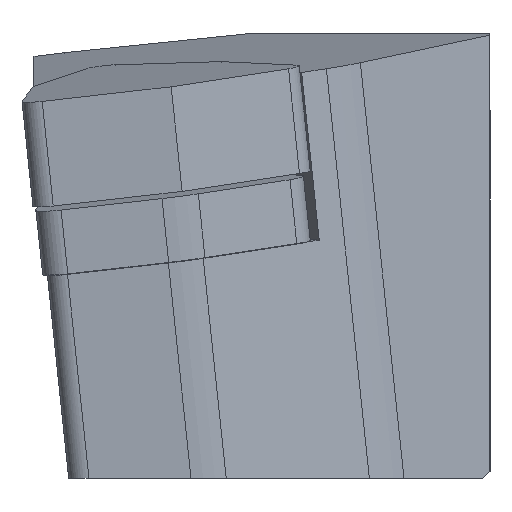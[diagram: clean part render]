
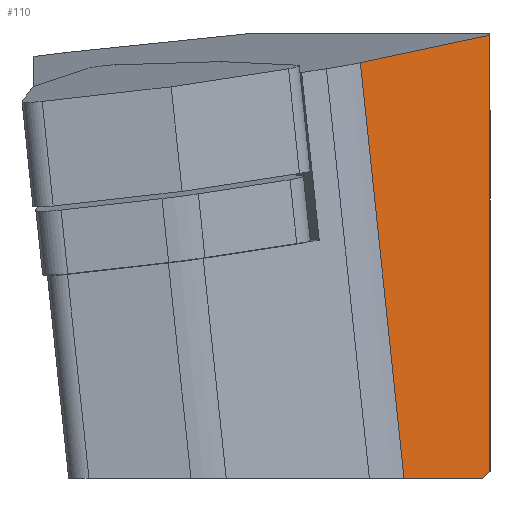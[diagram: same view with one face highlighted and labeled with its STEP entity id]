
A CAD part, left-side view. The second image highlights one B-rep face of the part: STEP entity #110.
In plain terms, the highlighted planar face has unit normal (-0.703, -0.711, 0).
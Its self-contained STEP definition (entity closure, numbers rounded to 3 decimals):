
#110=ADVANCED_FACE('',(#226),#168,.F.);
#168=PLANE('',#1271);
#226=FACE_OUTER_BOUND('',#293,.T.);
#293=EDGE_LOOP('',(#765,#766,#767,#768,#769));
#335=LINE('',#1688,#466);
#349=LINE('',#1719,#480);
#353=LINE('',#1726,#484);
#375=LINE('',#1794,#506);
#406=LINE('',#1882,#537);
#466=VECTOR('',#1349,1.);
#480=VECTOR('',#1371,1.);
#484=VECTOR('',#1377,1.);
#506=VECTOR('',#1425,1.);
#537=VECTOR('',#1510,1.);
#765=ORIENTED_EDGE('',*,*,#1089,.F.);
#766=ORIENTED_EDGE('',*,*,#1059,.F.);
#767=ORIENTED_EDGE('',*,*,#1039,.F.);
#768=ORIENTED_EDGE('',*,*,#1055,.F.);
#769=ORIENTED_EDGE('',*,*,#1126,.F.);
#935=VERTEX_POINT('',#1687);
#936=VERTEX_POINT('',#1689);
#948=VERTEX_POINT('',#1718);
#950=VERTEX_POINT('',#1724);
#964=VERTEX_POINT('',#1774);
#1039=EDGE_CURVE('',#935,#936,#335,.T.);
#1055=EDGE_CURVE('',#948,#935,#349,.T.);
#1059=EDGE_CURVE('',#936,#950,#353,.T.);
#1089=EDGE_CURVE('',#950,#964,#375,.T.);
#1126=EDGE_CURVE('',#964,#948,#406,.T.);
#1271=AXIS2_PLACEMENT_3D('',#1884,#1513,#1514);
#1349=DIRECTION('',(-0.001,0.,-1.));
#1371=DIRECTION('',(0.703,-0.696,0.147));
#1377=DIRECTION('',(-0.582,0.575,-0.575));
#1425=DIRECTION('',(-0.711,0.703,0.));
#1510=DIRECTION('',(-0.105,0.104,0.989));
#1513=DIRECTION('',(0.703,0.711,0.));
#1514=DIRECTION('',(0.711,-0.703,0.));
#1687=CARTESIAN_POINT('',(10.609,0.,2.936));
#1688=CARTESIAN_POINT('',(10.589,0.,-32.323));
#1689=CARTESIAN_POINT('',(10.599,0.,-15.7));
#1718=CARTESIAN_POINT('',(5.007,5.541,1.761));
#1719=CARTESIAN_POINT('',(5.007,5.541,1.761));
#1724=CARTESIAN_POINT('',(10.295,0.3,-16.));
#1726=CARTESIAN_POINT('',(3.708,6.812,-22.512));
#1774=CARTESIAN_POINT('',(6.884,3.674,-16.));
#1794=CARTESIAN_POINT('',(8.614,1.963,-16.));
#1882=CARTESIAN_POINT('',(8.609,1.958,-32.322));
#1884=CARTESIAN_POINT('',(8.609,1.958,-32.322));
